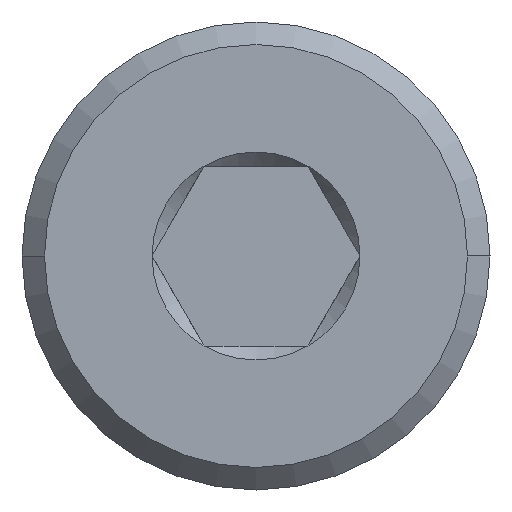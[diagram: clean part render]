
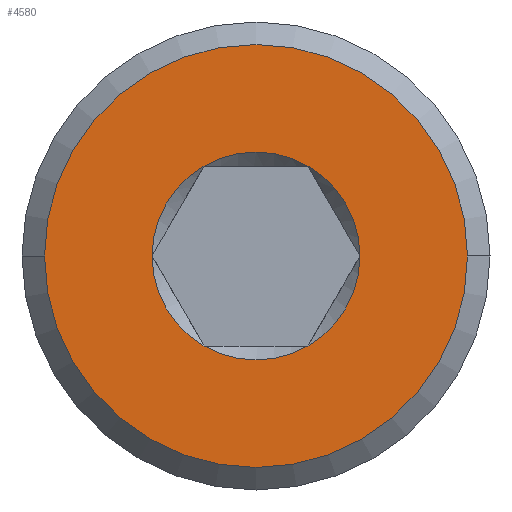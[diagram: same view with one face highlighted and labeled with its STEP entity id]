
A CAD part, left-side view. The second image highlights one B-rep face of the part: STEP entity #4580.
In plain terms, the highlighted planar face has unit normal (-1, 0, 0).
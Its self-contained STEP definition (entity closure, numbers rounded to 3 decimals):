
#48 = CIRCLE ( 'NONE', #1234, 2.887 ) ;
#157 = DIRECTION ( 'NONE',  ( 0., -1., 0. ) ) ;
#247 = DIRECTION ( 'NONE',  ( 1., 0., 0. ) ) ;
#273 = CARTESIAN_POINT ( 'NONE',  ( -16., 5.875, 0. ) ) ;
#397 = EDGE_LOOP ( 'NONE', ( #1700, #4367 ) ) ;
#537 = DIRECTION ( 'NONE',  ( 0., 1., 0. ) ) ;
#545 = VERTEX_POINT ( 'NONE', #4089 ) ;
#583 = CARTESIAN_POINT ( 'NONE',  ( -16., 0., 0. ) ) ;
#600 = EDGE_LOOP ( 'NONE', ( #3954, #4558, #824, #3303, #3884, #4537 ) ) ;
#660 = DIRECTION ( 'NONE',  ( -1., 0., 0. ) ) ;
#673 = CIRCLE ( 'NONE', #3921, 5.875 ) ;
#791 = CIRCLE ( 'NONE', #1909, 2.887 ) ;
#801 = AXIS2_PLACEMENT_3D ( 'NONE', #3080, #890, #157 ) ;
#824 = ORIENTED_EDGE ( 'NONE', *, *, #1382, .F. ) ;
#857 = CARTESIAN_POINT ( 'NONE',  ( -16., -1.443, 2.5 ) ) ;
#890 = DIRECTION ( 'NONE',  ( -1., 0., 0. ) ) ;
#946 = CARTESIAN_POINT ( 'NONE',  ( -16., 0., 0. ) ) ;
#979 = CARTESIAN_POINT ( 'NONE',  ( -16., 0., 0. ) ) ;
#1000 = AXIS2_PLACEMENT_3D ( 'NONE', #1803, #3688, #1023 ) ;
#1023 = DIRECTION ( 'NONE',  ( 0., -1., 0. ) ) ;
#1109 = EDGE_CURVE ( 'NONE', #545, #3385, #2585, .T. ) ;
#1228 = CARTESIAN_POINT ( 'NONE',  ( -16., 0., 0. ) ) ;
#1234 = AXIS2_PLACEMENT_3D ( 'NONE', #946, #1309, #1289 ) ;
#1289 = DIRECTION ( 'NONE',  ( 0., -1., 0. ) ) ;
#1307 = DIRECTION ( 'NONE',  ( -1., 0., 0. ) ) ;
#1309 = DIRECTION ( 'NONE',  ( -1., 0., 0. ) ) ;
#1350 = CARTESIAN_POINT ( 'NONE',  ( -16., 0., 0. ) ) ;
#1360 = VERTEX_POINT ( 'NONE', #4604 ) ;
#1382 = EDGE_CURVE ( 'NONE', #1927, #545, #791, .T. ) ;
#1549 = EDGE_CURVE ( 'NONE', #3068, #1927, #48, .T. ) ;
#1700 = ORIENTED_EDGE ( 'NONE', *, *, #3235, .F. ) ;
#1707 = DIRECTION ( 'NONE',  ( 0., -1., 0. ) ) ;
#1747 = AXIS2_PLACEMENT_3D ( 'NONE', #1228, #1307, #1999 ) ;
#1750 = FACE_OUTER_BOUND ( 'NONE', #397, .T. ) ;
#1765 = CARTESIAN_POINT ( 'NONE',  ( -16., -2.887, 0. ) ) ;
#1803 = CARTESIAN_POINT ( 'NONE',  ( -16., 0., 0. ) ) ;
#1843 = EDGE_CURVE ( 'NONE', #4123, #3068, #3171, .T. ) ;
#1909 = AXIS2_PLACEMENT_3D ( 'NONE', #4239, #4560, #3809 ) ;
#1927 = VERTEX_POINT ( 'NONE', #4719 ) ;
#1963 = EDGE_CURVE ( 'NONE', #3385, #2635, #2700, .T. ) ;
#1965 = VERTEX_POINT ( 'NONE', #273 ) ;
#1999 = DIRECTION ( 'NONE',  ( 0., -1., 0. ) ) ;
#2105 = CARTESIAN_POINT ( 'NONE',  ( -16., 0., 0. ) ) ;
#2129 = DIRECTION ( 'NONE',  ( 0., -1., 0. ) ) ;
#2585 = CIRCLE ( 'NONE', #1000, 2.887 ) ;
#2624 = FACE_BOUND ( 'NONE', #600, .T. ) ;
#2632 = CIRCLE ( 'NONE', #1747, 2.887 ) ;
#2635 = VERTEX_POINT ( 'NONE', #857 ) ;
#2700 = CIRCLE ( 'NONE', #3321, 2.887 ) ;
#2819 = DIRECTION ( 'NONE',  ( -1., 0., 0. ) ) ;
#2875 = CIRCLE ( 'NONE', #2955, 5.875 ) ;
#2955 = AXIS2_PLACEMENT_3D ( 'NONE', #2105, #3574, #3928 ) ;
#3068 = VERTEX_POINT ( 'NONE', #3073 ) ;
#3073 = CARTESIAN_POINT ( 'NONE',  ( -16., 2.887, 0. ) ) ;
#3080 = CARTESIAN_POINT ( 'NONE',  ( -16., 5.875, 0. ) ) ;
#3088 = EDGE_CURVE ( 'NONE', #2635, #4123, #2632, .T. ) ;
#3171 = CIRCLE ( 'NONE', #4288, 2.887 ) ;
#3235 = EDGE_CURVE ( 'NONE', #1965, #1360, #673, .T. ) ;
#3303 = ORIENTED_EDGE ( 'NONE', *, *, #1549, .F. ) ;
#3321 = AXIS2_PLACEMENT_3D ( 'NONE', #979, #660, #2129 ) ;
#3385 = VERTEX_POINT ( 'NONE', #1765 ) ;
#3574 = DIRECTION ( 'NONE',  ( 1., 0., 0. ) ) ;
#3688 = DIRECTION ( 'NONE',  ( -1., 0., 0. ) ) ;
#3807 = EDGE_CURVE ( 'NONE', #1360, #1965, #2875, .T. ) ;
#3809 = DIRECTION ( 'NONE',  ( 0., -1., 0. ) ) ;
#3848 = PLANE ( 'NONE',  #801 ) ;
#3884 = ORIENTED_EDGE ( 'NONE', *, *, #1843, .F. ) ;
#3921 = AXIS2_PLACEMENT_3D ( 'NONE', #583, #247, #537 ) ;
#3928 = DIRECTION ( 'NONE',  ( 0., 1., 0. ) ) ;
#3954 = ORIENTED_EDGE ( 'NONE', *, *, #1963, .F. ) ;
#4089 = CARTESIAN_POINT ( 'NONE',  ( -16., -1.443, -2.5 ) ) ;
#4123 = VERTEX_POINT ( 'NONE', #4723 ) ;
#4239 = CARTESIAN_POINT ( 'NONE',  ( -16., 0., 0. ) ) ;
#4288 = AXIS2_PLACEMENT_3D ( 'NONE', #1350, #2819, #1707 ) ;
#4367 = ORIENTED_EDGE ( 'NONE', *, *, #3807, .F. ) ;
#4537 = ORIENTED_EDGE ( 'NONE', *, *, #3088, .F. ) ;
#4558 = ORIENTED_EDGE ( 'NONE', *, *, #1109, .F. ) ;
#4560 = DIRECTION ( 'NONE',  ( -1., 0., 0. ) ) ;
#4580 = ADVANCED_FACE ( 'NONE', ( #2624, #1750 ), #3848, .T. ) ;
#4604 = CARTESIAN_POINT ( 'NONE',  ( -16., -5.875, 0. ) ) ;
#4719 = CARTESIAN_POINT ( 'NONE',  ( -16., 1.443, -2.5 ) ) ;
#4723 = CARTESIAN_POINT ( 'NONE',  ( -16., 1.443, 2.5 ) ) ;
